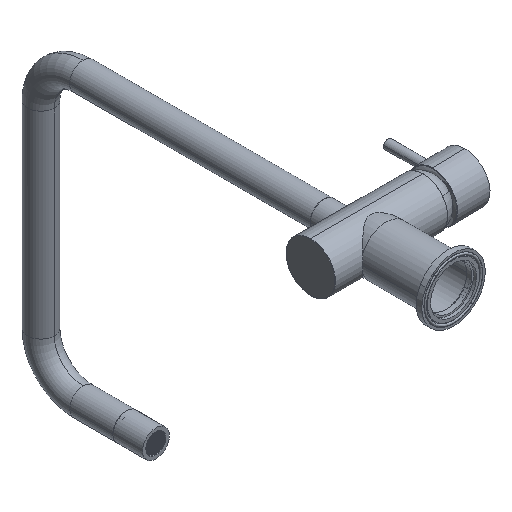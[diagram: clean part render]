
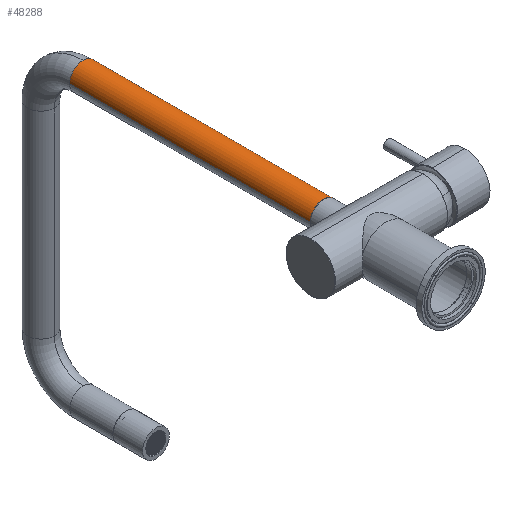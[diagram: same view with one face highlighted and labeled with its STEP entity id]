
A CAD part, isometric view. The second image highlights one B-rep face of the part: STEP entity #48288.
In plain terms, the highlighted cylindrical face has radius 9.5 mm (diameter 19 mm), a partial arc.
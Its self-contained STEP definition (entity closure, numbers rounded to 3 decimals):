
#2286 = DIRECTION ( 'NONE',  ( 0., 1., 0. ) ) ;
#3338 = CARTESIAN_POINT ( 'NONE',  ( 0., 88.2, 0. ) ) ;
#4930 = EDGE_CURVE ( 'NONE', #45267, #86507, #40005, .T. ) ;
#7253 = CARTESIAN_POINT ( 'NONE',  ( -0.003, 258.7, 9.5 ) ) ;
#7408 = ORIENTED_EDGE ( 'NONE', *, *, #91811, .F. ) ;
#8782 = CARTESIAN_POINT ( 'NONE',  ( -9.5, 88.2, -0.003 ) ) ;
#10575 = DIRECTION ( 'NONE',  ( -1., 0., 0. ) ) ;
#11528 = ORIENTED_EDGE ( 'NONE', *, *, #34698, .T. ) ;
#17679 = DIRECTION ( 'NONE',  ( 0., -1., 0. ) ) ;
#17763 = CARTESIAN_POINT ( 'NONE',  ( 0., 258.7, 0. ) ) ;
#17997 = CARTESIAN_POINT ( 'NONE',  ( -9.5, 258.7, -0.003 ) ) ;
#20490 = AXIS2_PLACEMENT_3D ( 'NONE', #30065, #80642, #37324 ) ;
#20978 = LINE ( 'NONE', #17997, #59227 ) ;
#21657 = ORIENTED_EDGE ( 'NONE', *, *, #55329, .F. ) ;
#22437 = CARTESIAN_POINT ( 'NONE',  ( 9.5, 88.2, 0.003 ) ) ;
#23789 = AXIS2_PLACEMENT_3D ( 'NONE', #3338, #53721, #10575 ) ;
#30065 = CARTESIAN_POINT ( 'NONE',  ( 0., 258.7, 0. ) ) ;
#31617 = CYLINDRICAL_SURFACE ( 'NONE', #82527, 9.5 ) ;
#31892 = DIRECTION ( 'NONE',  ( 0., -1., 0. ) ) ;
#34698 = EDGE_CURVE ( 'NONE', #45267, #73664, #20978, .T. ) ;
#37324 = DIRECTION ( 'NONE',  ( -1., 0., 0. ) ) ;
#40005 = CIRCLE ( 'NONE', #20490, 9.5 ) ;
#42246 = CARTESIAN_POINT ( 'NONE',  ( 9.5, 258.7, 0.003 ) ) ;
#42316 = LINE ( 'NONE', #78039, #78571 ) ;
#45267 = VERTEX_POINT ( 'NONE', #53703 ) ;
#45417 = CARTESIAN_POINT ( 'NONE',  ( 0., 258.7, 0. ) ) ;
#48288 = ADVANCED_FACE ( 'NONE', ( #76868 ), #31617, .T. ) ;
#52138 = VERTEX_POINT ( 'NONE', #22437 ) ;
#52656 = DIRECTION ( 'NONE',  ( -1., 0., 0. ) ) ;
#53703 = CARTESIAN_POINT ( 'NONE',  ( -9.5, 258.7, -0.003 ) ) ;
#53721 = DIRECTION ( 'NONE',  ( 0., 1., 0. ) ) ;
#54865 = AXIS2_PLACEMENT_3D ( 'NONE', #45417, #2286, #52656 ) ;
#55329 = EDGE_CURVE ( 'NONE', #86507, #66540, #72804, .T. ) ;
#59227 = VECTOR ( 'NONE', #17679, 1000. ) ;
#65249 = CIRCLE ( 'NONE', #23789, 9.5 ) ;
#66540 = VERTEX_POINT ( 'NONE', #42246 ) ;
#68124 = DIRECTION ( 'NONE',  ( 1., 0., 0. ) ) ;
#69412 = ORIENTED_EDGE ( 'NONE', *, *, #87370, .T. ) ;
#72804 = CIRCLE ( 'NONE', #54865, 9.5 ) ;
#73486 = EDGE_LOOP ( 'NONE', ( #87206, #11528, #69412, #7408, #21657 ) ) ;
#73664 = VERTEX_POINT ( 'NONE', #8782 ) ;
#76868 = FACE_OUTER_BOUND ( 'NONE', #73486, .T. ) ;
#78039 = CARTESIAN_POINT ( 'NONE',  ( 9.5, 258.7, 0.003 ) ) ;
#78571 = VECTOR ( 'NONE', #85312, 1000. ) ;
#80642 = DIRECTION ( 'NONE',  ( 0., 1., 0. ) ) ;
#82527 = AXIS2_PLACEMENT_3D ( 'NONE', #17763, #31892, #68124 ) ;
#85312 = DIRECTION ( 'NONE',  ( 0., -1., 0. ) ) ;
#86507 = VERTEX_POINT ( 'NONE', #7253 ) ;
#87206 = ORIENTED_EDGE ( 'NONE', *, *, #4930, .F. ) ;
#87370 = EDGE_CURVE ( 'NONE', #73664, #52138, #65249, .T. ) ;
#91811 = EDGE_CURVE ( 'NONE', #66540, #52138, #42316, .T. ) ;
